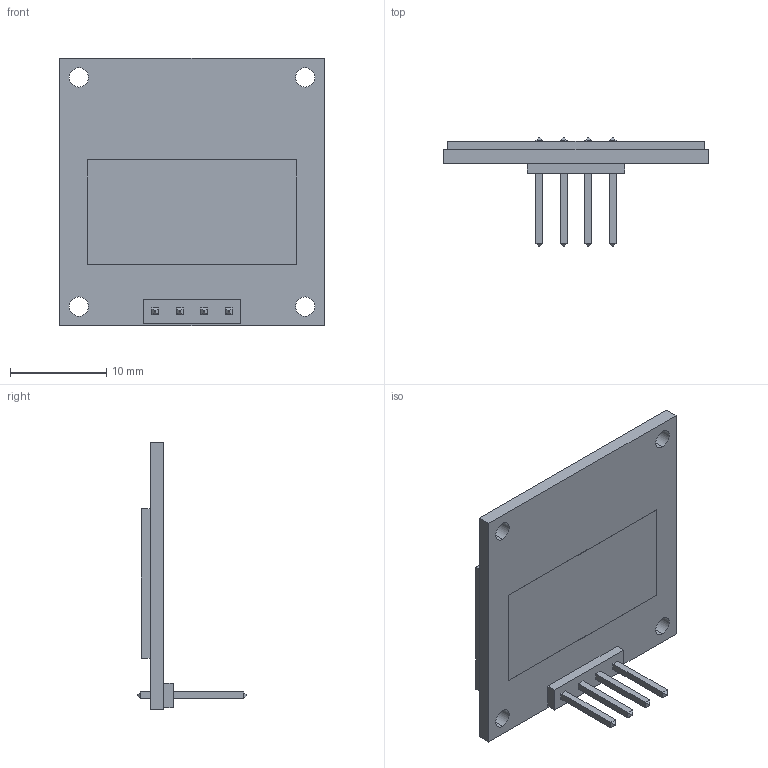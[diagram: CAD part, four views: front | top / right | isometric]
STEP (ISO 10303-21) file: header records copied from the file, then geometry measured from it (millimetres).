
FILE_DESCRIPTION (( 'STEP AP214' ), '1' );
FILE_NAME ('OLED_128x64.STEP', '2020-02-20T00:32:50', ( '' ), ( '' ), 'SwSTEP 2.0', 'SolidWorks 2019', '' );
FILE_SCHEMA (( 'AUTOMOTIVE_DESIGN' ));
Length unit declared in the file: millimetre
Products named in the file (1): OLED_128x64
Bounding box: 27.5 x 11.3 x 27.8 mm (x, y, z)
Volume: 1468.4 mm3; surface area: 1923.7 mm2
Topology: 1 solids, 1 shells, 113 faces, 256 edges, 160 vertices
Faces by surface type: plane 97, cylinder 16
Entity records: 4137 total; most frequent: CARTESIAN_POINT 530, DIRECTION 516, ORIENTED_EDGE 512, EDGE_CURVE 256, LINE 224, VECTOR 224, VERTEX_POINT 160, AXIS2_PLACEMENT_3D 146
